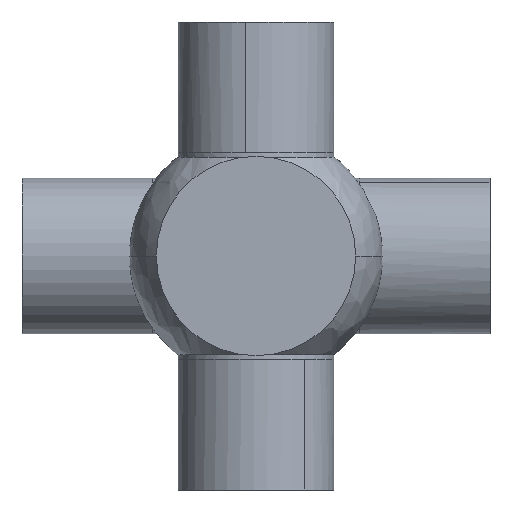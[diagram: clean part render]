
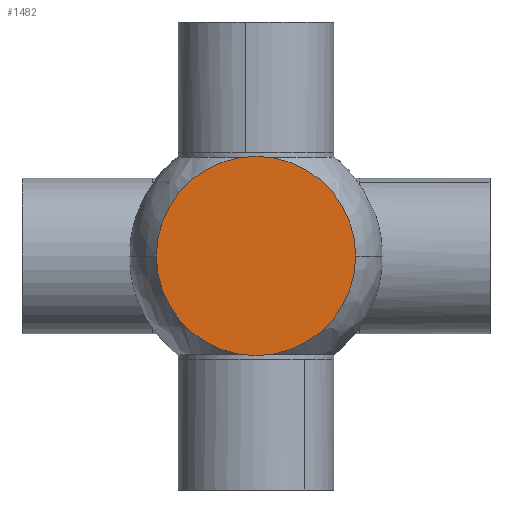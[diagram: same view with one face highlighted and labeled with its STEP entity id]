
A CAD part, front view. The second image highlights one B-rep face of the part: STEP entity #1482.
In plain terms, the highlighted planar face has unit normal (0, -1, 0).
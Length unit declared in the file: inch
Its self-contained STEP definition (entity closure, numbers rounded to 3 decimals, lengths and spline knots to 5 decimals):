
#35 = AXIS2_PLACEMENT_3D ( 'NONE', #2850, #1069, #3154 ) ;
#65 = AXIS2_PLACEMENT_3D ( 'NONE', #81, #396, #412 ) ;
#81 = CARTESIAN_POINT ( 'NONE',  ( -2.5625, -10.25, 0. ) ) ;
#207 = PLANE ( 'NONE',  #65 ) ;
#396 = DIRECTION ( 'NONE',  ( 0., -1., 0. ) ) ;
#412 = DIRECTION ( 'NONE',  ( 1., 0., 0. ) ) ;
#610 = EDGE_LOOP ( 'NONE', ( #2377, #1685 ) ) ;
#691 = VERTEX_POINT ( 'NONE', #1568 ) ;
#1069 = DIRECTION ( 'NONE',  ( 0., 1., 0. ) ) ;
#1482 = ADVANCED_FACE ( 'NONE', ( #2651 ), #207, .T. ) ;
#1568 = CARTESIAN_POINT ( 'NONE',  ( 2.5625, -10.25, 0. ) ) ;
#1685 = ORIENTED_EDGE ( 'NONE', *, *, #1714, .F. ) ;
#1714 = EDGE_CURVE ( 'NONE', #691, #3443, #3310, .T. ) ;
#1796 = CIRCLE ( 'NONE', #35, 2.5625 ) ;
#1813 = CARTESIAN_POINT ( 'NONE',  ( -2.5625, -10.25, 0. ) ) ;
#1887 = EDGE_CURVE ( 'NONE', #3443, #691, #1796, .T. ) ;
#2377 = ORIENTED_EDGE ( 'NONE', *, *, #1887, .F. ) ;
#2651 = FACE_OUTER_BOUND ( 'NONE', #610, .T. ) ;
#2850 = CARTESIAN_POINT ( 'NONE',  ( 0., -10.25, 0. ) ) ;
#2910 = CARTESIAN_POINT ( 'NONE',  ( 0., -10.25, 0. ) ) ;
#2915 = DIRECTION ( 'NONE',  ( 0., 1., 0. ) ) ;
#2939 = DIRECTION ( 'NONE',  ( -1., 0., 0. ) ) ;
#3054 = AXIS2_PLACEMENT_3D ( 'NONE', #2910, #2915, #2939 ) ;
#3154 = DIRECTION ( 'NONE',  ( -1., 0., 0. ) ) ;
#3310 = CIRCLE ( 'NONE', #3054, 2.5625 ) ;
#3443 = VERTEX_POINT ( 'NONE', #1813 ) ;
